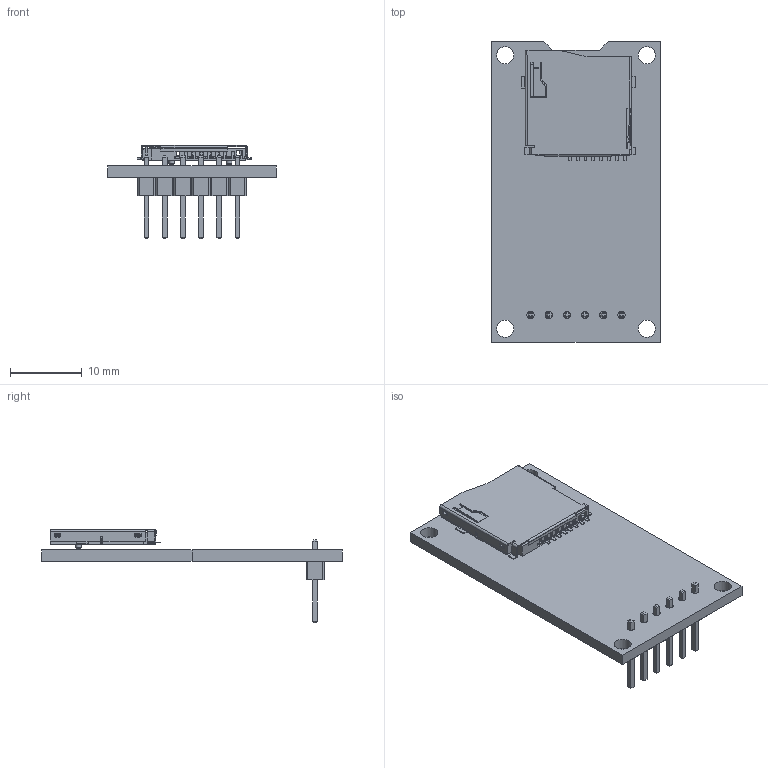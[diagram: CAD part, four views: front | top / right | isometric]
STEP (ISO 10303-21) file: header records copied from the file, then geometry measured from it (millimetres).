
FILE_DESCRIPTION(/* description */ ('KiCad electronic assembly'),/* implementation_level */ '2;1');
FILE_NAME(/* name */ 'SDCardAdapter.step',/* time_stamp */ '2024-10-20T17:16:05+02:00',/* author */ (''),/* organization */ (''),/* preprocessor_version */ 'ST-DEVELOPER v20',/* originating_system */ 'Autodesk Translation Framework v13.20.0.188',/* authorisation */ '');
FILE_SCHEMA (('AUTOMOTIVE_DESIGN { 1 0 10303 214 3 1 1 }'));
Length unit declared in the file: millimetre
Products named in the file (16): xxx 1; _autosave-xxx_PCB; PinHeader_1x06_P2.54mm_Vertical; microSD_card_slot; cont; Contact009; Contact008; Contact007; Contact006; Contact005; Contact004; Contact003; Contact002; frame002; cover001; spring
Assembly tree (15 placements, depth 4):
  xxx 1
    _autosave-xxx_PCB
    PinHeader_1x06_P2.54mm_Vertical
    microSD_card_slot
      cont
        Contact009
        Contact008
        Contact007
        Contact006
        Contact005
        Contact004
        Contact003
        Contact002
      frame002
      cover001
      spring
Bounding box: 23.6 x 42 x 13 mm (x, y, z)
Volume: 1851.4 mm3; surface area: 3757.3 mm2
Topology: 13 solids, 13 shells, 785 faces, 2148 edges, 1378 vertices
Faces by surface type: plane 685, cylinder 88, bspline 9, cone 3
Full cylindrical faces by diameter (mm): 0.8 x2, 1.02 x6, 2.4 x4
Entity records: 27413 total; most frequent: CARTESIAN_POINT 6730, ORIENTED_EDGE 4296, DIRECTION 3938, EDGE_CURVE 2148, LINE 1952, VECTOR 1952, VERTEX_POINT 1378, AXIS2_PLACEMENT_3D 993
